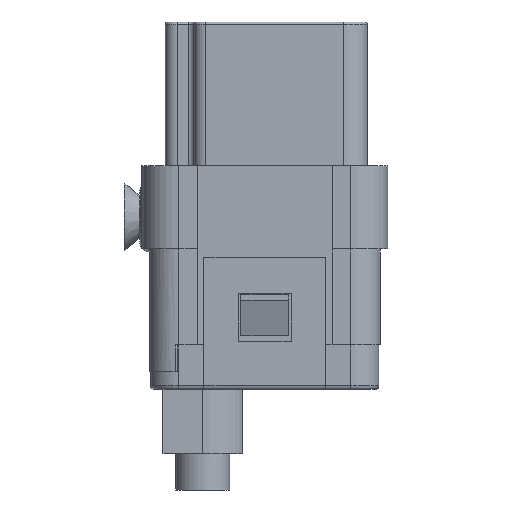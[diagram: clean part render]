
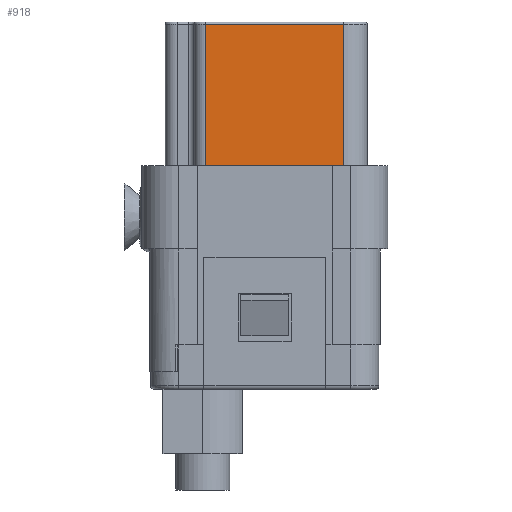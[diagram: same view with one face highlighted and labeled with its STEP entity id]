
A CAD part, left-side view. The second image highlights one B-rep face of the part: STEP entity #918.
In plain terms, the highlighted planar face has unit normal (-1, 0, 0).
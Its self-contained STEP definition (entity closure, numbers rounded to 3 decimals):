
#918=ADVANCED_FACE('',(#1715),#1455,.T.);
#1455=PLANE('',#9693);
#1715=FACE_OUTER_BOUND('',#2155,.T.);
#2155=EDGE_LOOP('',(#3487,#3488,#3489,#3490));
#3487=ORIENTED_EDGE('',*,*,#7119,.T.);
#3488=ORIENTED_EDGE('',*,*,#7120,.T.);
#3489=ORIENTED_EDGE('',*,*,#7121,.F.);
#3490=ORIENTED_EDGE('',*,*,#7092,.T.);
#6150=VERTEX_POINT('',#13714);
#6152=VERTEX_POINT('',#13717);
#6178=VERTEX_POINT('',#13771);
#6179=VERTEX_POINT('',#13773);
#7092=EDGE_CURVE('',#6152,#6150,#8383,.T.);
#7119=EDGE_CURVE('',#6150,#6178,#8399,.T.);
#7120=EDGE_CURVE('',#6178,#6179,#8400,.T.);
#7121=EDGE_CURVE('',#6152,#6179,#8401,.T.);
#8383=LINE('',#13716,#9026);
#8399=LINE('',#13770,#9042);
#8400=LINE('',#13772,#9043);
#8401=LINE('',#13774,#9044);
#9026=VECTOR('',#10884,1.);
#9042=VECTOR('',#10924,1.);
#9043=VECTOR('',#10925,1.);
#9044=VECTOR('',#10926,1.);
#9693=AXIS2_PLACEMENT_3D('',#13775,#10927,#10928);
#10884=DIRECTION('',(0.,-1.,0.));
#10924=DIRECTION('',(0.,0.,1.));
#10925=DIRECTION('',(0.,1.,0.));
#10926=DIRECTION('',(0.,0.,1.));
#10927=DIRECTION('',(-1.,0.,0.));
#10928=DIRECTION('',(0.,-1.,0.));
#13714=CARTESIAN_POINT('',(-8.9,-7.125,17.6));
#13716=CARTESIAN_POINT('',(-8.9,4.675,17.6));
#13717=CARTESIAN_POINT('',(-8.9,4.675,17.6));
#13770=CARTESIAN_POINT('',(-8.9,-7.125,17.6));
#13771=CARTESIAN_POINT('',(-8.9,-7.125,29.7));
#13772=CARTESIAN_POINT('',(-8.9,4.675,29.7));
#13773=CARTESIAN_POINT('',(-8.9,4.675,29.7));
#13774=CARTESIAN_POINT('',(-8.9,4.675,17.6));
#13775=CARTESIAN_POINT('',(-8.9,4.675,17.6));
